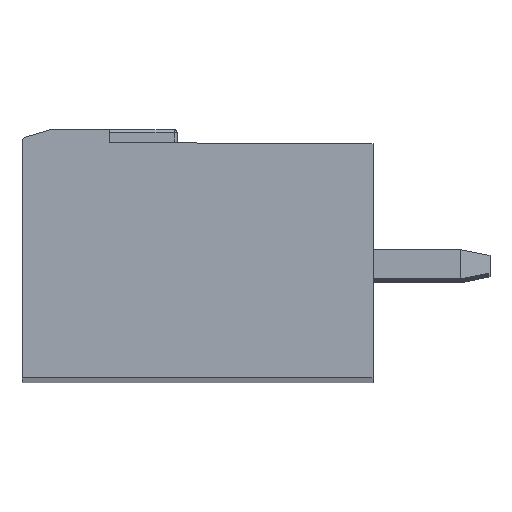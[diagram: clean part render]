
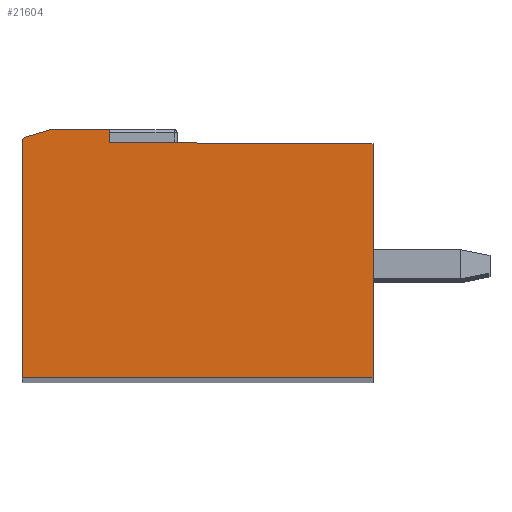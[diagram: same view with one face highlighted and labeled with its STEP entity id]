
A CAD part, top view. The second image highlights one B-rep face of the part: STEP entity #21604.
In plain terms, the highlighted planar face has unit normal (0, 0, 1).
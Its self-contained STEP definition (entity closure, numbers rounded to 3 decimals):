
#761 = DIRECTION ( 'NONE',  ( 1., 0., 0. ) ) ;
#1051 = VECTOR ( 'NONE', #22204, 1000. ) ;
#2810 = VECTOR ( 'NONE', #21644, 1000. ) ;
#3720 = CARTESIAN_POINT ( 'NONE',  ( 8.9, 8.036, 83.82 ) ) ;
#3790 = EDGE_CURVE ( 'NONE', #24960, #17216, #24601, .T. ) ;
#3915 = ORIENTED_EDGE ( 'NONE', *, *, #30268, .F. ) ;
#4199 = LINE ( 'NONE', #3720, #2810 ) ;
#4288 = LINE ( 'NONE', #11962, #1051 ) ;
#4741 = EDGE_CURVE ( 'NONE', #11187, #27016, #4288, .T. ) ;
#6441 = CARTESIAN_POINT ( 'NONE',  ( 9.1, 8.036, 83.82 ) ) ;
#6814 = CARTESIAN_POINT ( 'NONE',  ( 20.9, 8.036, 83.82 ) ) ;
#7039 = DIRECTION ( 'NONE',  ( -1., 0., 0. ) ) ;
#7176 = DIRECTION ( 'NONE',  ( -1., 0., 0. ) ) ;
#7351 = CARTESIAN_POINT ( 'NONE',  ( 8.9, 8.2, 83.82 ) ) ;
#8411 = CARTESIAN_POINT ( 'NONE',  ( 20.9, 8., 83.82 ) ) ;
#9170 = DIRECTION ( 'NONE',  ( 0.958, 0.287, 0. ) ) ;
#9534 = VERTEX_POINT ( 'NONE', #12611 ) ;
#10208 = CARTESIAN_POINT ( 'NONE',  ( 8.9, 8.051, 83.82 ) ) ;
#10745 = DIRECTION ( 'NONE',  ( 0., -1., 0. ) ) ;
#11187 = VERTEX_POINT ( 'NONE', #24221 ) ;
#11252 = LINE ( 'NONE', #13930, #32413 ) ;
#11258 = FACE_OUTER_BOUND ( 'NONE', #30135, .T. ) ;
#11431 = AXIS2_PLACEMENT_3D ( 'NONE', #30131, #24273, #7176 ) ;
#11693 = ORIENTED_EDGE ( 'NONE', *, *, #3790, .F. ) ;
#11962 = CARTESIAN_POINT ( 'NONE',  ( 11.9, 8.05, 83.82 ) ) ;
#12032 = VERTEX_POINT ( 'NONE', #13648 ) ;
#12191 = EDGE_CURVE ( 'NONE', #9534, #11187, #21005, .T. ) ;
#12611 = CARTESIAN_POINT ( 'NONE',  ( 11.9, 8.5, 83.82 ) ) ;
#13648 = CARTESIAN_POINT ( 'NONE',  ( 20.9, 0., 83.82 ) ) ;
#13930 = CARTESIAN_POINT ( 'NONE',  ( 9.1, 8.5, 83.82 ) ) ;
#14266 = ORIENTED_EDGE ( 'NONE', *, *, #17749, .T. ) ;
#14661 = LINE ( 'NONE', #6814, #24702 ) ;
#14873 = VECTOR ( 'NONE', #10745, 1000. ) ;
#14991 = DIRECTION ( 'NONE',  ( 0., -1., 0. ) ) ;
#15198 = CIRCLE ( 'NONE', #11431, 0.2 ) ;
#15627 = CARTESIAN_POINT ( 'NONE',  ( 8.9, 0., 83.82 ) ) ;
#15763 = EDGE_CURVE ( 'NONE', #27016, #12032, #14661, .T. ) ;
#16428 = CARTESIAN_POINT ( 'NONE',  ( 9.043, 8.243, 83.82 ) ) ;
#16919 = VERTEX_POINT ( 'NONE', #15627 ) ;
#17216 = VERTEX_POINT ( 'NONE', #19660 ) ;
#17589 = LINE ( 'NONE', #27808, #23455 ) ;
#17749 = EDGE_CURVE ( 'NONE', #24960, #20163, #15198, .T. ) ;
#17921 = ORIENTED_EDGE ( 'NONE', *, *, #15763, .F. ) ;
#19660 = CARTESIAN_POINT ( 'NONE',  ( 9.9, 8.5, 83.82 ) ) ;
#19773 = AXIS2_PLACEMENT_3D ( 'NONE', #6441, #21834, #32072 ) ;
#20163 = VERTEX_POINT ( 'NONE', #10208 ) ;
#21005 = LINE ( 'NONE', #31391, #14873 ) ;
#21168 = EDGE_CURVE ( 'NONE', #12032, #16919, #17589, .T. ) ;
#21604 = ADVANCED_FACE ( 'NONE', ( #11258 ), #26539, .T. ) ;
#21644 = DIRECTION ( 'NONE',  ( 0., 1., 0. ) ) ;
#21834 = DIRECTION ( 'NONE',  ( 0., 0., 1. ) ) ;
#22204 = DIRECTION ( 'NONE',  ( 1., -0.006, 0. ) ) ;
#23455 = VECTOR ( 'NONE', #7039, 1000. ) ;
#23807 = ORIENTED_EDGE ( 'NONE', *, *, #12191, .F. ) ;
#23858 = ORIENTED_EDGE ( 'NONE', *, *, #4741, .F. ) ;
#24221 = CARTESIAN_POINT ( 'NONE',  ( 11.9, 8.05, 83.82 ) ) ;
#24273 = DIRECTION ( 'NONE',  ( 0., 0., 1. ) ) ;
#24601 = LINE ( 'NONE', #7351, #28834 ) ;
#24702 = VECTOR ( 'NONE', #14991, 1000. ) ;
#24960 = VERTEX_POINT ( 'NONE', #16428 ) ;
#26539 = PLANE ( 'NONE',  #19773 ) ;
#27016 = VERTEX_POINT ( 'NONE', #8411 ) ;
#27090 = EDGE_CURVE ( 'NONE', #16919, #20163, #4199, .T. ) ;
#27808 = CARTESIAN_POINT ( 'NONE',  ( 8.9, 0., 83.82 ) ) ;
#28834 = VECTOR ( 'NONE', #9170, 1000. ) ;
#30131 = CARTESIAN_POINT ( 'NONE',  ( 9.1, 8.051, 83.82 ) ) ;
#30135 = EDGE_LOOP ( 'NONE', ( #23858, #23807, #3915, #11693, #14266, #33011, #32591, #17921 ) ) ;
#30268 = EDGE_CURVE ( 'NONE', #17216, #9534, #11252, .T. ) ;
#31391 = CARTESIAN_POINT ( 'NONE',  ( 11.9, 8.05, 83.82 ) ) ;
#32072 = DIRECTION ( 'NONE',  ( -1., 0., 0. ) ) ;
#32413 = VECTOR ( 'NONE', #761, 1000. ) ;
#32591 = ORIENTED_EDGE ( 'NONE', *, *, #21168, .F. ) ;
#33011 = ORIENTED_EDGE ( 'NONE', *, *, #27090, .F. ) ;
